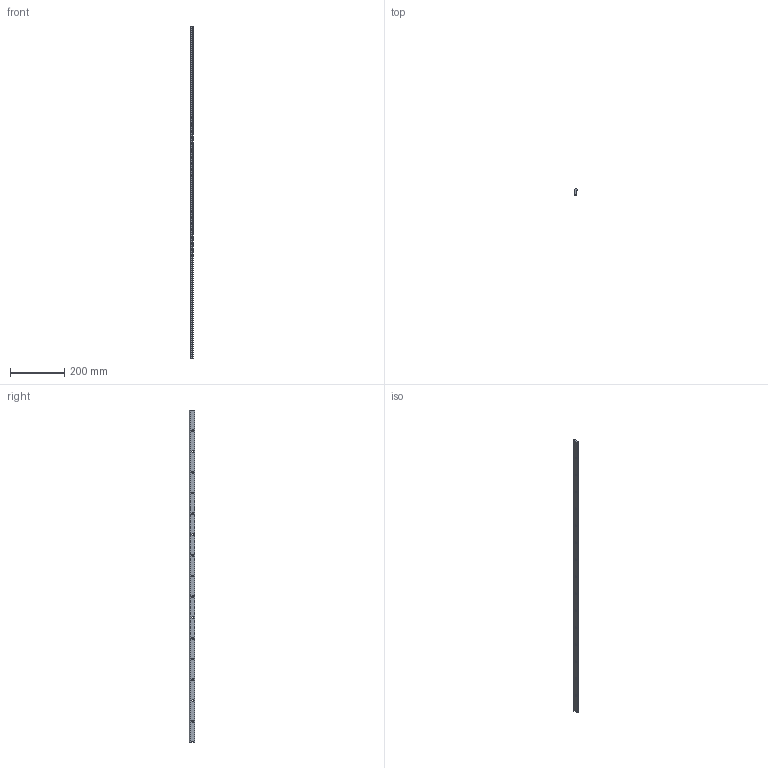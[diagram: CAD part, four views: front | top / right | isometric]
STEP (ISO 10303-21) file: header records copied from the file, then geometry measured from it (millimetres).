
FILE_DESCRIPTION (( 'STEP AP214' ), '1' );
FILE_NAME ('CRT_BB79C07AB4.step', '2021-08-05T17:04:25', ( '' ), ( '' ), 'SwSTEP 2.0', 'SolidWorks 2019', '' );
FILE_SCHEMA (( 'AUTOMOTIVE_DESIGN' ));
Length unit declared in the file: inch
Products named in the file (3): 6dwU0RP8j7_CADModel_0; CRT_BB79C07AB4
Assembly tree (1 placements, depth 2):
  6dwU0RP8j7_CADModel_0
  CRT_BB79C07AB4
    6dwU0RP8j7_CADModel_0
Bounding box: 8.71 x 21.88 x 1219.2 mm (x, y, z)
Volume: 155809.6 mm3; surface area: 69027 mm2
Topology: 1 solids, 1 shells, 48 faces, 138 edges, 92 vertices
Faces by surface type: cylinder 36, plane 12
Entity records: 2387 total; most frequent: DIRECTION 316, CARTESIAN_POINT 283, ORIENTED_EDGE 276, EDGE_CURVE 138, AXIS2_PLACEMENT_3D 125, VERTEX_POINT 92, EDGE_LOOP 78, CIRCLE 72
